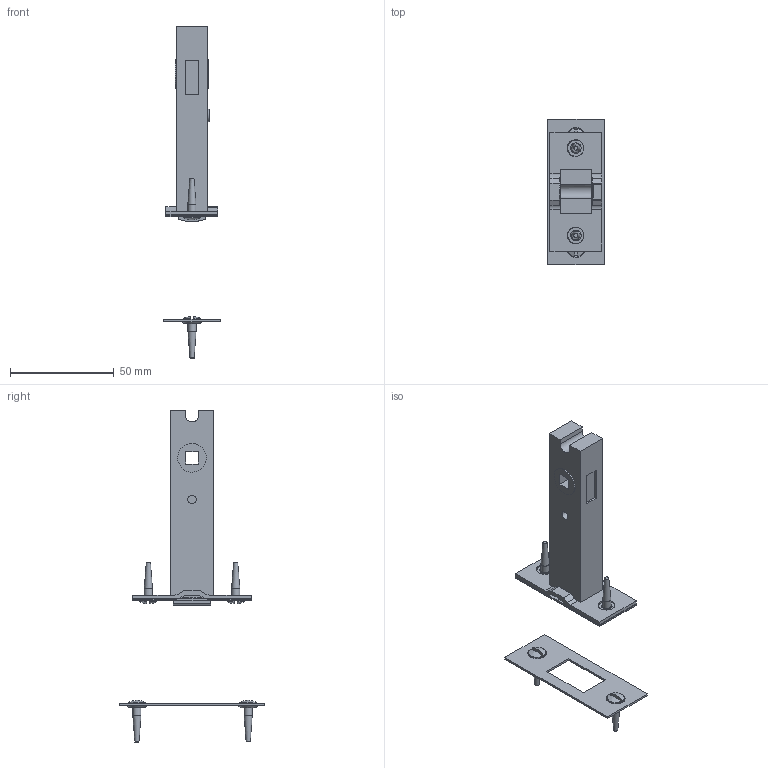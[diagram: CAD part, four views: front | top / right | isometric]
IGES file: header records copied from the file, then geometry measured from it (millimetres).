
Global section: file name: P4032; native system: Autodesk Inventor 2018; preprocessor: unknown; author: rclarke; date: 20190708.080253; units: millimetre
Bounding box: 27 x 70 x 159.62 mm (x, y, z)
Volume: 33038.1 mm3; surface area: 21296.4 mm2
Topology: 9 solids, 9 shells, 161 faces, 410 edges, 278 vertices
Faces by surface type: bspline 161
